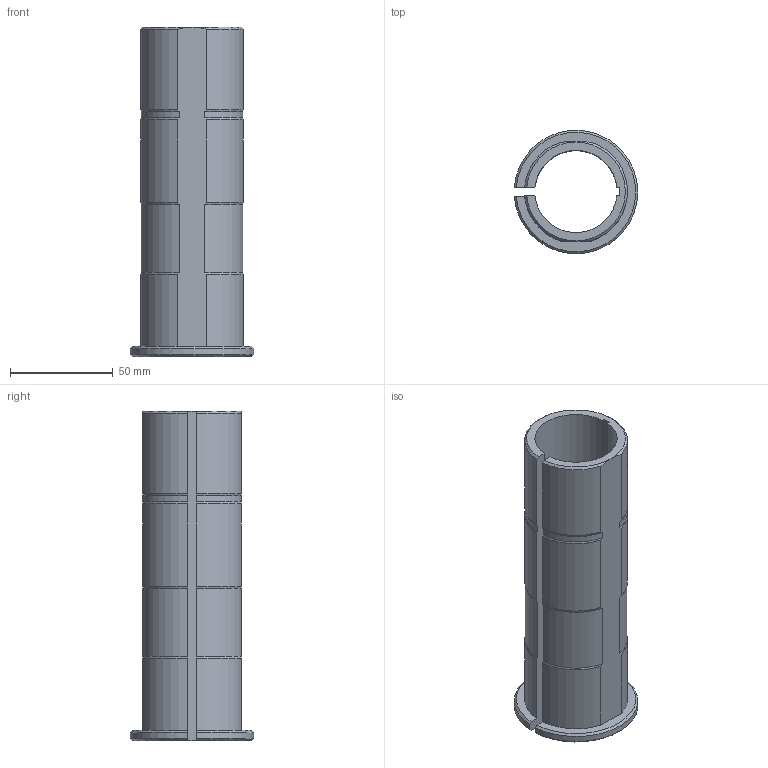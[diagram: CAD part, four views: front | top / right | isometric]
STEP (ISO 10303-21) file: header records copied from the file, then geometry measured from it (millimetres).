
FILE_DESCRIPTION(/* description */ (''),/* implementation_level */ '2;1');
FILE_NAME(/* name */ '1498799698414.stp',/* time_stamp */ '2017-06-30T07:15:03+02:00',/* author */ (''),/* organization */ ('SMS'),/* preprocessor_version */ 'ST-DEVELOPER v15',/* originating_system */ 'SIEMENS PLM Software NX 8.5',/* authorisation */ '');
FILE_SCHEMA (('AUTOMOTIVE_DESIGN { 1 0 10303 214 3 1 1 1 }'));
Length unit declared in the file: millimetre
Products named in the file (1): 201127241MOD000_00
Bounding box: 59.93 x 59.97 x 160 mm (x, y, z)
Volume: 107972.4 mm3; surface area: 48794.7 mm2
Topology: 1 solids, 1 shells, 61 faces, 175 edges, 116 vertices
Faces by surface type: cylinder 26, cone 25, plane 10
Entity records: 2103 total; most frequent: CARTESIAN_POINT 482, ORIENTED_EDGE 350, DIRECTION 320, EDGE_CURVE 175, AXIS2_PLACEMENT_3D 122, VERTEX_POINT 116, LINE 76, VECTOR 76
